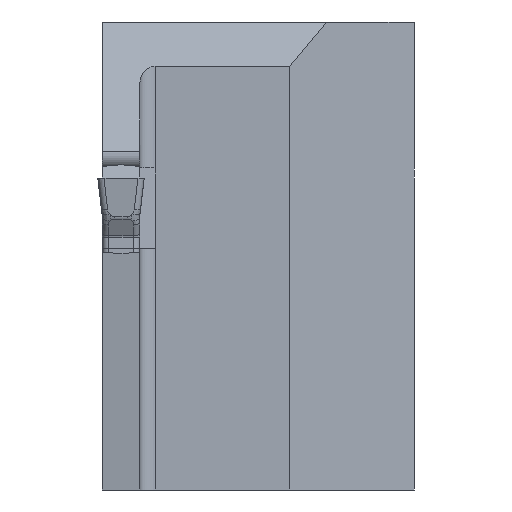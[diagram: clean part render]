
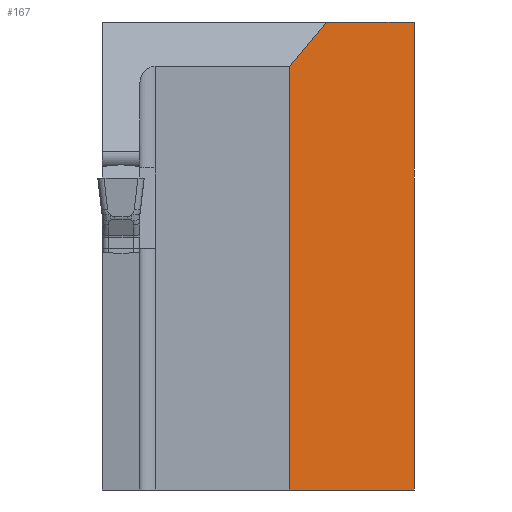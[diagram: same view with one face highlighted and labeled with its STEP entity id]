
A CAD part, left-side view. The second image highlights one B-rep face of the part: STEP entity #167.
In plain terms, the highlighted planar face has unit normal (-0.707, -0.707, 0).
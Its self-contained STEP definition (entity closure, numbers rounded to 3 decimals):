
#167=ADVANCED_FACE('',(#293),#249,.F.);
#249=PLANE('',#1512);
#293=FACE_OUTER_BOUND('',#378,.T.);
#378=EDGE_LOOP('',(#552,#553,#554,#555,#556));
#552=ORIENTED_EDGE('',*,*,#1072,.F.);
#553=ORIENTED_EDGE('',*,*,#1066,.F.);
#554=ORIENTED_EDGE('',*,*,#1053,.F.);
#555=ORIENTED_EDGE('',*,*,#1057,.F.);
#556=ORIENTED_EDGE('',*,*,#1063,.F.);
#917=VERTEX_POINT('',#1982);
#920=VERTEX_POINT('',#1988);
#922=VERTEX_POINT('',#1995);
#927=VERTEX_POINT('',#2007);
#928=VERTEX_POINT('',#2014);
#1053=EDGE_CURVE('',#920,#917,#1260,.T.);
#1057=EDGE_CURVE('',#922,#920,#1264,.T.);
#1063=EDGE_CURVE('',#927,#922,#1269,.T.);
#1066=EDGE_CURVE('',#917,#928,#1271,.T.);
#1072=EDGE_CURVE('',#928,#927,#1277,.T.);
#1260=LINE('',#1989,#1385);
#1264=LINE('',#1996,#1389);
#1269=LINE('',#2008,#1394);
#1271=LINE('',#2013,#1396);
#1277=LINE('',#2023,#1402);
#1385=VECTOR('',#1636,1.);
#1389=VECTOR('',#1642,1.);
#1394=VECTOR('',#1651,1.);
#1396=VECTOR('',#1659,1.);
#1402=VECTOR('',#1671,1.);
#1512=AXIS2_PLACEMENT_3D('',#2030,#1683,#1684);
#1636=DIRECTION('',(0.,0.,1.));
#1642=DIRECTION('',(-0.707,0.707,0.));
#1651=DIRECTION('',(0.,0.,-1.));
#1659=DIRECTION('',(0.541,-0.541,0.644));
#1671=DIRECTION('',(0.707,-0.707,0.));
#1683=DIRECTION('',(0.707,0.707,0.));
#1684=DIRECTION('',(0.707,-0.707,0.));
#1982=CARTESIAN_POINT('',(11.,8.,7.172));
#1988=CARTESIAN_POINT('',(11.,8.,-20.));
#1989=CARTESIAN_POINT('',(11.,8.,30.));
#1995=CARTESIAN_POINT('',(19.,0.,-20.));
#1996=CARTESIAN_POINT('',(19.,0.,-20.));
#2007=CARTESIAN_POINT('',(19.,0.,10.));
#2008=CARTESIAN_POINT('',(19.,0.,30.));
#2013=CARTESIAN_POINT('',(23.632,-4.632,22.226));
#2014=CARTESIAN_POINT('',(13.373,5.627,10.));
#2023=CARTESIAN_POINT('',(19.,0.,10.));
#2030=CARTESIAN_POINT('',(19.,0.,30.));
